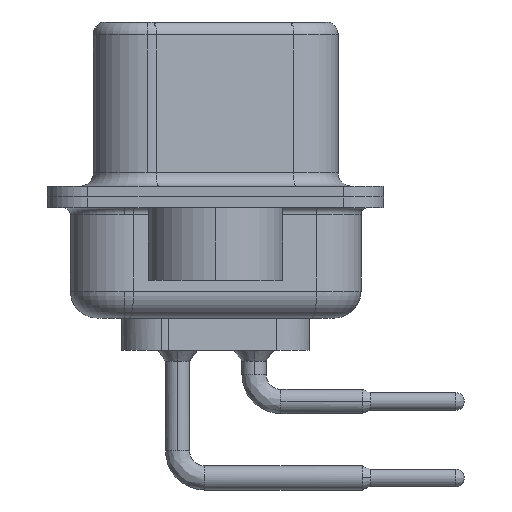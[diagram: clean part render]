
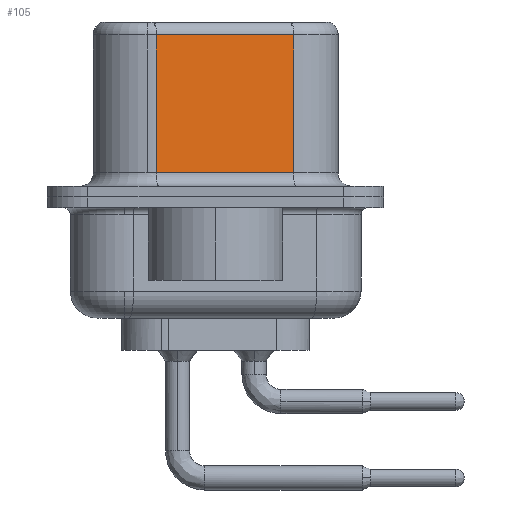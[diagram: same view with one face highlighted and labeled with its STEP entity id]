
A CAD part, left-side view. The second image highlights one B-rep face of the part: STEP entity #105.
In plain terms, the highlighted planar face has unit normal (-0.985, -0.174, 0).
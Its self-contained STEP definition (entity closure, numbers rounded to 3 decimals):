
#105 = ADVANCED_FACE ( 'NONE', ( #2961 ), #1993, .F. ) ;
#1199 = CARTESIAN_POINT ( 'NONE',  ( 4.58, -2.897, 6.52 ) ) ;
#1993 = PLANE ( 'NONE',  #4687 ) ;
#2117 = DIRECTION ( 'NONE',  ( 0.174, -0.985, 0. ) ) ;
#2755 = DIRECTION ( 'NONE',  ( -0.174, 0.985, 0. ) ) ;
#2787 = VERTEX_POINT ( 'NONE', #4362 ) ;
#2961 = FACE_OUTER_BOUND ( 'NONE', #3889, .T. ) ;
#3283 = ORIENTED_EDGE ( 'NONE', *, *, #13396, .T. ) ;
#3889 = EDGE_LOOP ( 'NONE', ( #29910, #8646, #3283, #30079 ) ) ;
#4109 = DIRECTION ( 'NONE',  ( 0.985, 0.174, 0. ) ) ;
#4285 = EDGE_CURVE ( 'NONE', #2787, #10291, #15351, .T. ) ;
#4362 = CARTESIAN_POINT ( 'NONE',  ( 4.58, -2.897, 6.02 ) ) ;
#4409 = CARTESIAN_POINT ( 'NONE',  ( 3.68, 2.203, 6.52 ) ) ;
#4687 = AXIS2_PLACEMENT_3D ( 'NONE', #1199, #4109, #24773 ) ;
#4959 = CARTESIAN_POINT ( 'NONE',  ( 3.68, 2.203, 6.02 ) ) ;
#8002 = VERTEX_POINT ( 'NONE', #25514 ) ;
#8098 = CARTESIAN_POINT ( 'NONE',  ( 4.58, -2.897, 6.02 ) ) ;
#8646 = ORIENTED_EDGE ( 'NONE', *, *, #4285, .T. ) ;
#9226 = VECTOR ( 'NONE', #2117, 1000. ) ;
#9575 = EDGE_CURVE ( 'NONE', #17607, #8002, #16295, .T. ) ;
#10291 = VERTEX_POINT ( 'NONE', #4959 ) ;
#11514 = DIRECTION ( 'NONE',  ( 0., 0., -1. ) ) ;
#13193 = CARTESIAN_POINT ( 'NONE',  ( 4.58, -2.897, 6.52 ) ) ;
#13396 = EDGE_CURVE ( 'NONE', #10291, #17607, #24110, .T. ) ;
#13899 = CARTESIAN_POINT ( 'NONE',  ( 4.58, -2.897, 0.9 ) ) ;
#15351 = LINE ( 'NONE', #8098, #27663 ) ;
#16295 = LINE ( 'NONE', #13899, #9226 ) ;
#16583 = LINE ( 'NONE', #13193, #28153 ) ;
#17197 = CARTESIAN_POINT ( 'NONE',  ( 3.68, 2.203, 0.9 ) ) ;
#17607 = VERTEX_POINT ( 'NONE', #17197 ) ;
#17937 = VECTOR ( 'NONE', #11514, 1000. ) ;
#22512 = DIRECTION ( 'NONE',  ( 0., 0., -1. ) ) ;
#24110 = LINE ( 'NONE', #4409, #17937 ) ;
#24773 = DIRECTION ( 'NONE',  ( -0.174, 0.985, 0. ) ) ;
#25514 = CARTESIAN_POINT ( 'NONE',  ( 4.58, -2.897, 0.9 ) ) ;
#27663 = VECTOR ( 'NONE', #2755, 1000. ) ;
#28153 = VECTOR ( 'NONE', #22512, 1000. ) ;
#28355 = EDGE_CURVE ( 'NONE', #2787, #8002, #16583, .T. ) ;
#29910 = ORIENTED_EDGE ( 'NONE', *, *, #28355, .F. ) ;
#30079 = ORIENTED_EDGE ( 'NONE', *, *, #9575, .T. ) ;
